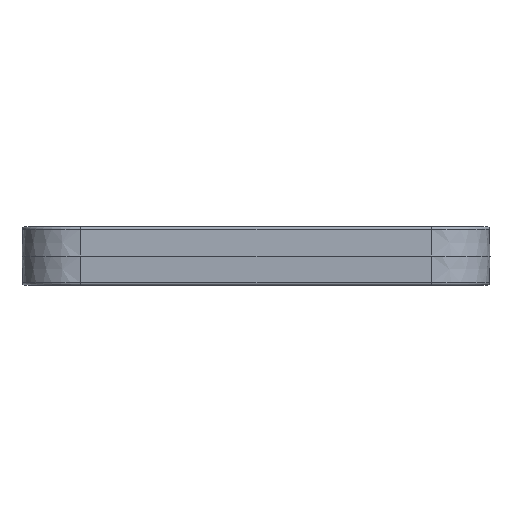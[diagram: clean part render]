
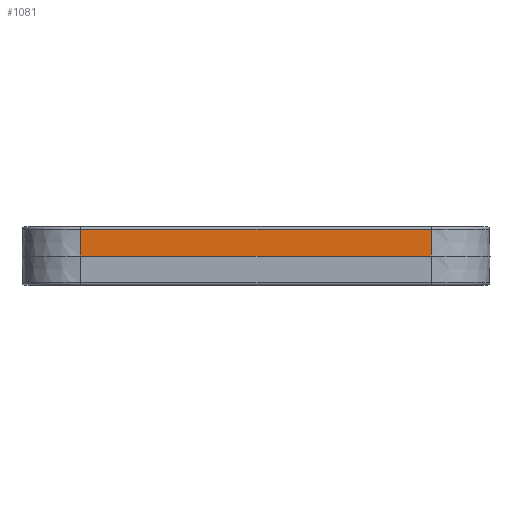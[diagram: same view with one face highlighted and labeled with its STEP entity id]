
A CAD part, left-side view. The second image highlights one B-rep face of the part: STEP entity #1081.
In plain terms, the highlighted planar face has unit normal (-1, 0, 0.018).
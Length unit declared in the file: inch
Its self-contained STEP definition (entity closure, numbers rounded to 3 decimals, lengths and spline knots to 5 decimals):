
#101 = ORIENTED_EDGE ( 'NONE', *, *, #43714, .T. ) ;
#122 = LINE ( 'NONE', #6722, #27648 ) ;
#1081 = ADVANCED_FACE ( 'NONE', ( #45074 ), #19694, .T. ) ;
#1732 = CARTESIAN_POINT ( 'NONE',  ( -0.25, 0., 0. ) ) ;
#1752 = DIRECTION ( 'NONE',  ( 0.017, 0., 1. ) ) ;
#3886 = ORIENTED_EDGE ( 'NONE', *, *, #31815, .T. ) ;
#5992 = VECTOR ( 'NONE', #7229, 39.37008 ) ;
#6722 = CARTESIAN_POINT ( 'NONE',  ( -0.25, 0., 0. ) ) ;
#7229 = DIRECTION ( 'NONE',  ( -0.017, 0., -1. ) ) ;
#8284 = DIRECTION ( 'NONE',  ( 0.017, 0., 1. ) ) ;
#8307 = LINE ( 'NONE', #23385, #24982 ) ;
#8828 = CARTESIAN_POINT ( 'NONE',  ( -0.25, 0., 0. ) ) ;
#11009 = CARTESIAN_POINT ( 'NONE',  ( -0.24799, 0., 0.11517 ) ) ;
#12291 = CARTESIAN_POINT ( 'NONE',  ( -0.25, -1.5, 0. ) ) ;
#15543 = VERTEX_POINT ( 'NONE', #43588 ) ;
#17804 = VERTEX_POINT ( 'NONE', #1732 ) ;
#19163 = DIRECTION ( 'NONE',  ( 0., 1., 0. ) ) ;
#19694 = PLANE ( 'NONE',  #40445 ) ;
#20082 = EDGE_LOOP ( 'NONE', ( #21563, #33874, #101, #3886 ) ) ;
#21563 = ORIENTED_EDGE ( 'NONE', *, *, #30571, .T. ) ;
#22072 = VERTEX_POINT ( 'NONE', #11009 ) ;
#22322 = CARTESIAN_POINT ( 'NONE',  ( -0.25, 0., 0. ) ) ;
#23385 = CARTESIAN_POINT ( 'NONE',  ( -0.24799, 0., 0.11517 ) ) ;
#24098 = VERTEX_POINT ( 'NONE', #45660 ) ;
#24982 = VECTOR ( 'NONE', #19163, 39.37008 ) ;
#26323 = LINE ( 'NONE', #22322, #5992 ) ;
#27648 = VECTOR ( 'NONE', #28877, 39.37008 ) ;
#28877 = DIRECTION ( 'NONE',  ( 0., -1., 0. ) ) ;
#30501 = VECTOR ( 'NONE', #8284, 39.37008 ) ;
#30571 = EDGE_CURVE ( 'NONE', #24098, #15543, #35391, .T. ) ;
#31815 = EDGE_CURVE ( 'NONE', #17804, #24098, #122, .T. ) ;
#33874 = ORIENTED_EDGE ( 'NONE', *, *, #35976, .T. ) ;
#35391 = LINE ( 'NONE', #12291, #30501 ) ;
#35976 = EDGE_CURVE ( 'NONE', #15543, #22072, #8307, .T. ) ;
#38248 = DIRECTION ( 'NONE',  ( -1., 0., 0.017 ) ) ;
#40445 = AXIS2_PLACEMENT_3D ( 'NONE', #8828, #38248, #1752 ) ;
#43588 = CARTESIAN_POINT ( 'NONE',  ( -0.24799, -1.5, 0.11517 ) ) ;
#43714 = EDGE_CURVE ( 'NONE', #22072, #17804, #26323, .T. ) ;
#45074 = FACE_OUTER_BOUND ( 'NONE', #20082, .T. ) ;
#45660 = CARTESIAN_POINT ( 'NONE',  ( -0.25, -1.5, 0. ) ) ;
